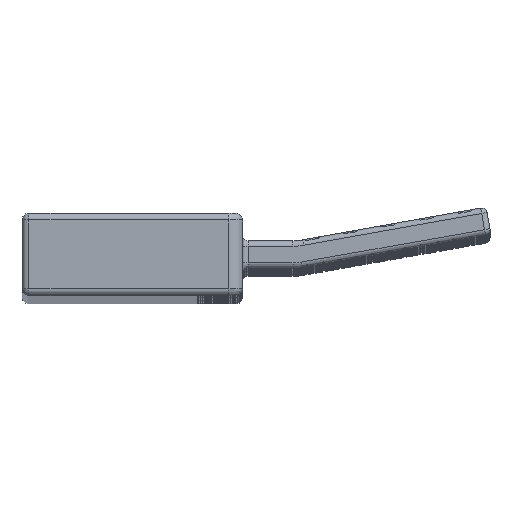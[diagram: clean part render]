
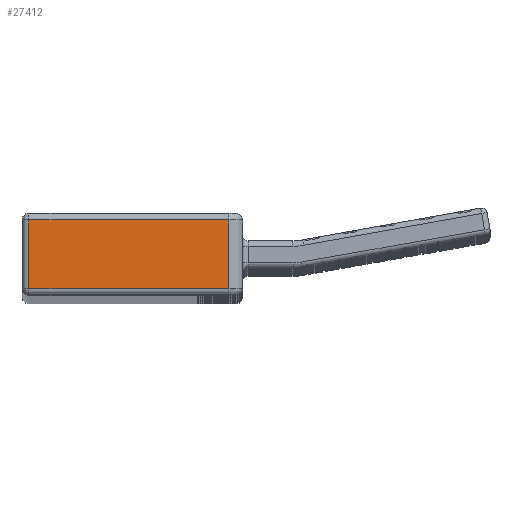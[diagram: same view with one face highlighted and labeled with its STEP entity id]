
A CAD part, top view. The second image highlights one B-rep face of the part: STEP entity #27412.
In plain terms, the highlighted planar face has unit normal (0, 0, 1).
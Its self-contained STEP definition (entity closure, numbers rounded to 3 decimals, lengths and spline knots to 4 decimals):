
#867=PLANE('',#30400);
#2825=FACE_OUTER_BOUND('',#4435,.T.);
#4435=EDGE_LOOP('',(#23732,#23733,#23734,#23735));
#5926=LINE('',#54390,#7654);
#5933=LINE('',#54421,#7661);
#5994=LINE('',#54780,#7722);
#6163=LINE('',#55987,#7891);
#7654=VECTOR('',#36655,2.5);
#7661=VECTOR('',#36696,7.25);
#7722=VECTOR('',#36973,7.25);
#7891=VECTOR('',#38098,2.5);
#11829=VERTEX_POINT('',#54387);
#11830=VERTEX_POINT('',#54389);
#11837=VERTEX_POINT('',#54419);
#11955=VERTEX_POINT('',#54775);
#15401=EDGE_CURVE('',#11829,#11830,#5926,.T.);
#15418=EDGE_CURVE('',#11837,#11829,#5933,.T.);
#15566=EDGE_CURVE('',#11830,#11955,#5994,.T.);
#16015=EDGE_CURVE('',#11955,#11837,#6163,.T.);
#23732=ORIENTED_EDGE('',*,*,#15401,.F.);
#23733=ORIENTED_EDGE('',*,*,#15418,.F.);
#23734=ORIENTED_EDGE('',*,*,#16015,.F.);
#23735=ORIENTED_EDGE('',*,*,#15566,.F.);
#27412=ADVANCED_FACE('',(#2825),#867,.T.);
#30400=AXIS2_PLACEMENT_3D('',#55989,#38101,#38102);
#36655=DIRECTION('',(0.,1.,0.));
#36696=DIRECTION('',(-1.,0.,0.));
#36973=DIRECTION('',(1.,0.,0.));
#38098=DIRECTION('',(0.,-1.,0.));
#38101=DIRECTION('center_axis',(0.,0.,1.));
#38102=DIRECTION('ref_axis',(1.,0.,0.));
#54387=CARTESIAN_POINT('',(-3.05,0.25,85.));
#54389=CARTESIAN_POINT('',(-3.05,2.75,85.));
#54390=CARTESIAN_POINT('',(-3.05,0.,85.));
#54419=CARTESIAN_POINT('',(4.2,0.25,85.));
#54421=CARTESIAN_POINT('',(-1.3677,0.25,85.));
#54775=CARTESIAN_POINT('',(4.2,2.75,85.));
#54780=CARTESIAN_POINT('',(-1.3677,2.75,85.));
#55987=CARTESIAN_POINT('',(4.2,0.,85.));
#55989=CARTESIAN_POINT('Origin',(-3.3,0.,85.));
